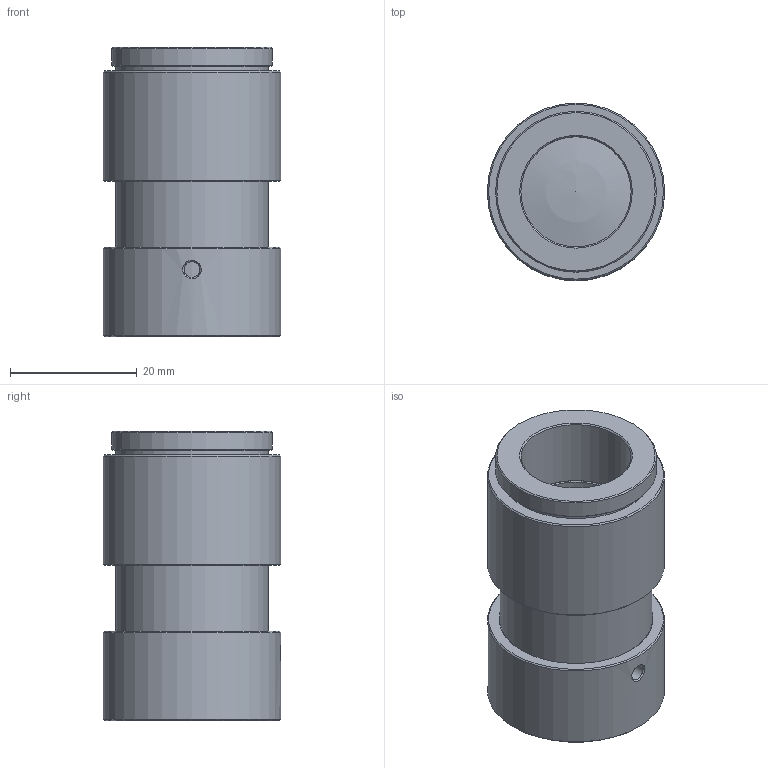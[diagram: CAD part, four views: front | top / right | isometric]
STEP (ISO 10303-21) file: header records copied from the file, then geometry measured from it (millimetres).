
FILE_DESCRIPTION(/* description */ (''),/* implementation_level */ '2;1');
FILE_NAME(/* name */ '_059-ALL.stp',/* time_stamp */ '2022-02-28T18:41:09+08:00',/* author */ (''),/* organization */ (''),/* preprocessor_version */ 'ST-DEVELOPER v16',/* originating_system */ 'SIEMENS PLM Software NX 10.0',/* authorisation */ '');
FILE_SCHEMA (('AP203_CONFIGURATION_CONTROLLED_3D_DESIGN_OF_MECHANICAL_PARTS_AND_ASSEMBLIES_MIM_LF { 1 0 10303 403 2 1 2}'));
Length unit declared in the file: millimetre
Products named in the file (12): 059-lay; 059-lay970; 059-L05971; I652742A-702; I652742A-701; 059-602; 059-604-3.5; 059-605; 059-604-4.3; 059-601; 059_lens975; _059-ALL
Assembly tree (11 placements, depth 3):
  _059-ALL
    059_lens975
      059-L05971
      059-lay970
      059-lay
    059-601
    059-604-4.3
    059-605
    059-604-3.5
    059-602
    I652742A-701
    I652742A-702
Bounding box: 28 x 28 x 45.67 mm (x, y, z)
Volume: 18249.9 mm3; surface area: 15895.4 mm2
Topology: 9 solids, 9 shells, 607 faces, 1450 edges, 959 vertices
Faces by surface type: extrusion 270, plane 173, cylinder 108, cone 53, sphere 2, bspline 1
Full cylindrical faces by diameter (mm): 2.5 x1, 7 x1, 7.34 x1, 7.68 x1, 8.02 x1, 8.36 x1, 8.6 x1, 8.7 x1, 8.94 x1, 9 x1, 9.04 x1, 9.28 x1, 9.38 x1, 9.4 x1, 9.62 x1, 9.72 x1, 9.8 x1, 9.96 x1, 10.2 x1, 10.3 x1, 10.6 x1, 10.64 x1, 10.98 x1, 11 x1, 11.32 x1, 11.4 x1, 11.6 x1, 11.8 x1, 12.2 x1, 12.6 x1
Entity records: 24102 total; most frequent: CARTESIAN_POINT 10147, ORIENTED_EDGE 2608, DIRECTION 1947, EDGE_CURVE 1304, VERTEX_POINT 934, B_SPLINE_CURVE_WITH_KNOTS 875, EDGE_LOOP 842, VECTOR 687
